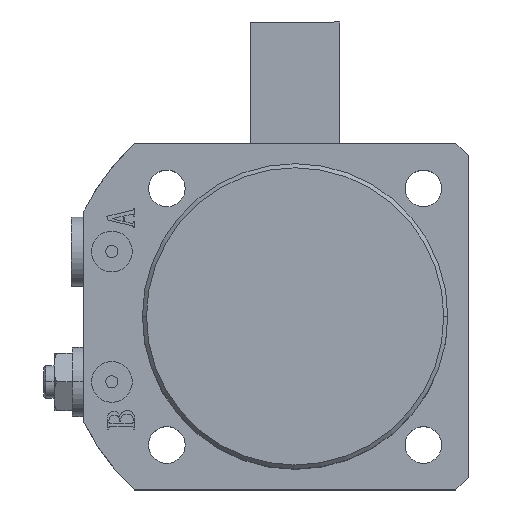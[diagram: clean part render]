
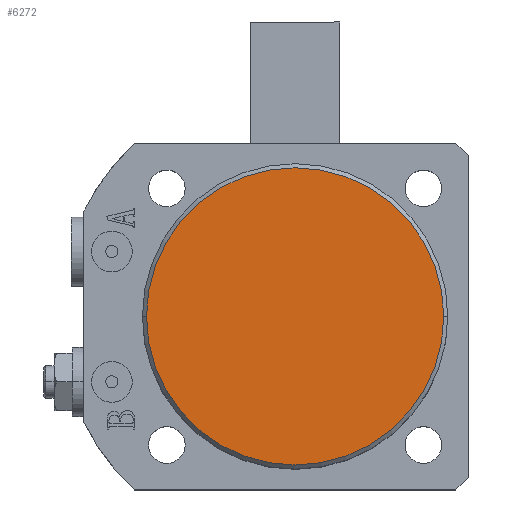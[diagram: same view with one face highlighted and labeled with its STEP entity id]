
A CAD part, top view. The second image highlights one B-rep face of the part: STEP entity #6272.
In plain terms, the highlighted planar face has unit normal (0, 0, 1).
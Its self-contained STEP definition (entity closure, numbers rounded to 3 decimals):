
#909 = EDGE_CURVE ( 'NONE', #4126, #4125, #7182, .T. ) ;
#1082 = EDGE_CURVE ( 'NONE', #4125, #4126, #7873, .T. ) ;
#1304 = AXIS2_PLACEMENT_3D ( 'NONE', #6449, #6450, #6451 ) ;
#1354 = AXIS2_PLACEMENT_3D ( 'NONE', #4640, #4642, #4644 ) ;
#1641 = EDGE_LOOP ( 'NONE', ( #5986, #6042 ) ) ;
#4125 = VERTEX_POINT ( 'NONE', #9087 ) ;
#4126 = VERTEX_POINT ( 'NONE', #9088 ) ;
#4465 = FACE_OUTER_BOUND ( 'NONE', #1641, .T. ) ;
#4640 = CARTESIAN_POINT ( 'NONE',  ( 0., 0., 84. ) ) ;
#4642 = DIRECTION ( 'NONE',  ( 0., 0., 1. ) ) ;
#4644 = DIRECTION ( 'NONE',  ( 1., 0., 0. ) ) ;
#5271 = AXIS2_PLACEMENT_3D ( 'NONE', #10746, #10755, #10756 ) ;
#5986 = ORIENTED_EDGE ( 'NONE', *, *, #909, .T. ) ;
#6042 = ORIENTED_EDGE ( 'NONE', *, *, #1082, .T. ) ;
#6272 = ADVANCED_FACE ( 'NONE', ( #4465 ), #10753, .T. ) ;
#6449 = CARTESIAN_POINT ( 'NONE',  ( 0., 0., 84. ) ) ;
#6450 = DIRECTION ( 'NONE',  ( 0., 0., 1. ) ) ;
#6451 = DIRECTION ( 'NONE',  ( 1., 0., 0. ) ) ;
#7182 = CIRCLE ( 'NONE', #1304, 36.5 ) ;
#7873 = CIRCLE ( 'NONE', #1354, 36.5 ) ;
#9087 = CARTESIAN_POINT ( 'NONE',  ( 36.5, 0., 84. ) ) ;
#9088 = CARTESIAN_POINT ( 'NONE',  ( -36.5, 0., 84. ) ) ;
#10746 = CARTESIAN_POINT ( 'NONE',  ( 0., 0., 84. ) ) ;
#10753 = PLANE ( 'NONE',  #5271 ) ;
#10755 = DIRECTION ( 'NONE',  ( 0., 0., 1. ) ) ;
#10756 = DIRECTION ( 'NONE',  ( 1., 0., 0. ) ) ;
